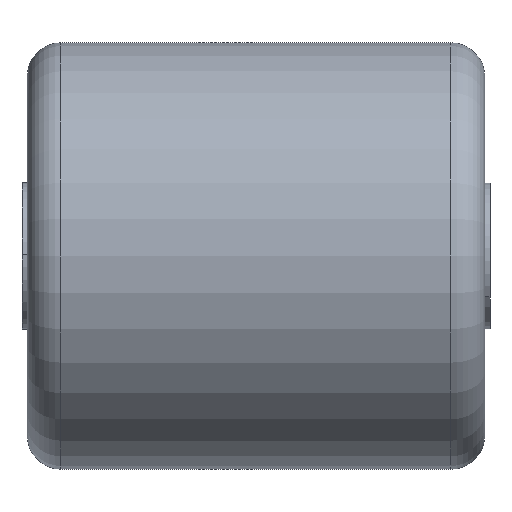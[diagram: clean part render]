
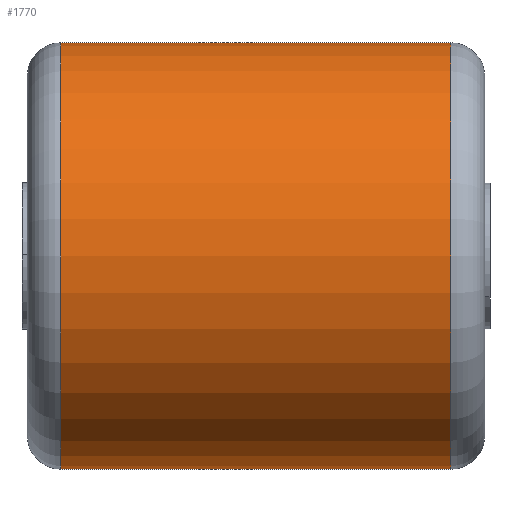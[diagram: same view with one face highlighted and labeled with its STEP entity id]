
A CAD part, front view. The second image highlights one B-rep face of the part: STEP entity #1770.
In plain terms, the highlighted cylindrical face has radius 41 mm (diameter 82 mm), a partial arc.
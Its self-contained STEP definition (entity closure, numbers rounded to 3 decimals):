
#34 = AXIS2_PLACEMENT_3D ( 'NONE', #4466, #2947, #1180 ) ;
#276 = ORIENTED_EDGE ( 'NONE', *, *, #3019, .T. ) ;
#391 = DIRECTION ( 'NONE',  ( -1., 0., 0. ) ) ;
#453 = CARTESIAN_POINT ( 'NONE',  ( -57.637, 0., 250.987 ) ) ;
#507 = DIRECTION ( 'NONE',  ( 1., 0., 0. ) ) ;
#528 = ORIENTED_EDGE ( 'NONE', *, *, #3700, .T. ) ;
#752 = LINE ( 'NONE', #453, #3343 ) ;
#806 = VERTEX_POINT ( 'NONE', #1414 ) ;
#841 = AXIS2_PLACEMENT_3D ( 'NONE', #4064, #507, #4086 ) ;
#844 = CARTESIAN_POINT ( 'NONE',  ( 37.5, 0., 250.987 ) ) ;
#854 = FACE_OUTER_BOUND ( 'NONE', #1192, .T. ) ;
#989 = VERTEX_POINT ( 'NONE', #1303 ) ;
#1011 = CIRCLE ( 'NONE', #2330, 41. ) ;
#1128 = EDGE_CURVE ( 'NONE', #989, #806, #4150, .T. ) ;
#1180 = DIRECTION ( 'NONE',  ( 0., 0., 1. ) ) ;
#1192 = EDGE_LOOP ( 'NONE', ( #4518, #528, #276, #2391 ) ) ;
#1214 = VECTOR ( 'NONE', #4298, 1000. ) ;
#1230 = CARTESIAN_POINT ( 'NONE',  ( 37.5, 0., 291.987 ) ) ;
#1274 = VERTEX_POINT ( 'NONE', #1343 ) ;
#1303 = CARTESIAN_POINT ( 'NONE',  ( -37.5, 0., 332.987 ) ) ;
#1343 = CARTESIAN_POINT ( 'NONE',  ( 37.5, 0., 332.987 ) ) ;
#1414 = CARTESIAN_POINT ( 'NONE',  ( -37.5, 0., 250.987 ) ) ;
#1666 = DIRECTION ( 'NONE',  ( -1., 0., 0. ) ) ;
#1770 = ADVANCED_FACE ( 'NONE', ( #854 ), #2647, .T. ) ;
#1791 = DIRECTION ( 'NONE',  ( 0., 0., 1. ) ) ;
#1796 = LINE ( 'NONE', #3609, #1214 ) ;
#2330 = AXIS2_PLACEMENT_3D ( 'NONE', #1230, #1666, #1791 ) ;
#2391 = ORIENTED_EDGE ( 'NONE', *, *, #1128, .T. ) ;
#2647 = CYLINDRICAL_SURFACE ( 'NONE', #34, 41. ) ;
#2947 = DIRECTION ( 'NONE',  ( -1., 0., 0. ) ) ;
#3019 = EDGE_CURVE ( 'NONE', #1274, #989, #1796, .T. ) ;
#3127 = VERTEX_POINT ( 'NONE', #844 ) ;
#3343 = VECTOR ( 'NONE', #391, 1000. ) ;
#3384 = EDGE_CURVE ( 'NONE', #3127, #806, #752, .T. ) ;
#3609 = CARTESIAN_POINT ( 'NONE',  ( -57.637, 0., 332.987 ) ) ;
#3700 = EDGE_CURVE ( 'NONE', #3127, #1274, #1011, .T. ) ;
#4064 = CARTESIAN_POINT ( 'NONE',  ( -37.5, 0., 291.987 ) ) ;
#4086 = DIRECTION ( 'NONE',  ( 0., 0., -1. ) ) ;
#4150 = CIRCLE ( 'NONE', #841, 41. ) ;
#4298 = DIRECTION ( 'NONE',  ( -1., 0., 0. ) ) ;
#4466 = CARTESIAN_POINT ( 'NONE',  ( -57.637, 0., 291.987 ) ) ;
#4518 = ORIENTED_EDGE ( 'NONE', *, *, #3384, .F. ) ;
